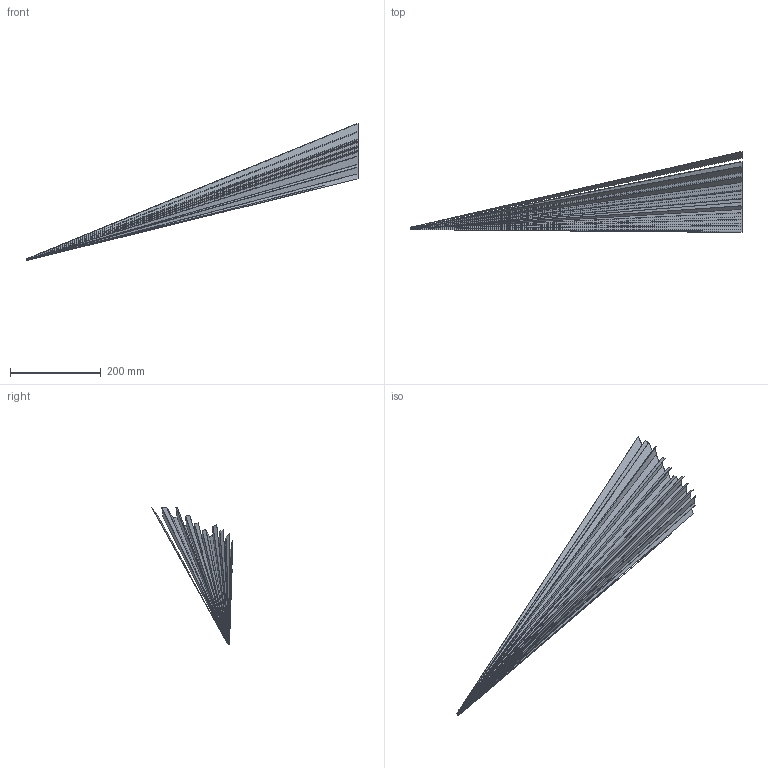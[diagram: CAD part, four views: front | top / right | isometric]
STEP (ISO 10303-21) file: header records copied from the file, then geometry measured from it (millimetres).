
FILE_DESCRIPTION(('FreeCAD Model'),'2;1');
FILE_NAME( 'block_1.step', '2021-06-02T11:33:41',('Author'),(''), 'Open CASCADE STEP processor 7.3','FreeCAD','Unknown');
FILE_SCHEMA(('AUTOMOTIVE_DESIGN { 1 0 10303 214 1 1 1 1 }'));
Length unit declared in the file: millimetre
Products named in the file (1): Part_1
Bounding box: 730 x 177.77 x 302.11 mm (x, y, z)
Volume: 98095.3 mm3; surface area: 660811.3 mm2
Topology: 4 solids, 4 shells, 194 faces, 593 edges, 395 vertices
Faces by surface type: plane 194
Entity records: 13725 total; most frequent: CARTESIAN_POINT 2940, DIRECTION 1598, LINE 1208, VECTOR 1208, ORIENTED_EDGE 1186, PCURVE 1186, DEFINITIONAL_REPRESENTATION 1186, EDGE_CURVE 593
